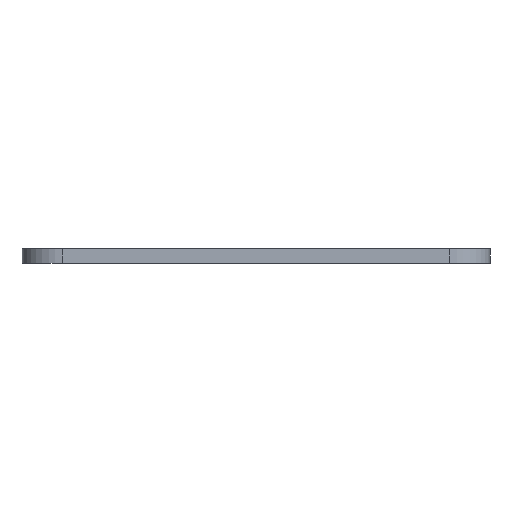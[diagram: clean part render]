
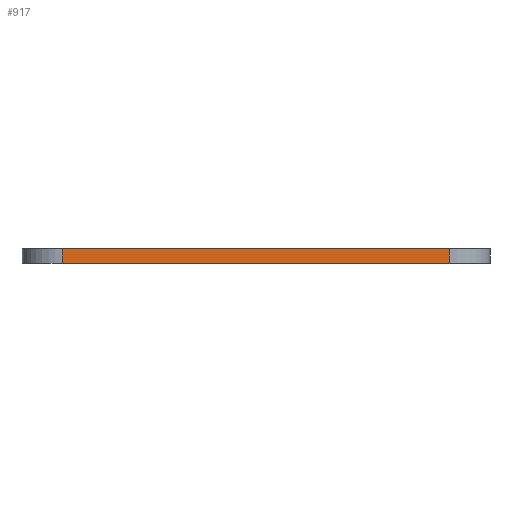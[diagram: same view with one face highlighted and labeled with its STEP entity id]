
A CAD part, front view. The second image highlights one B-rep face of the part: STEP entity #917.
In plain terms, the highlighted planar face has unit normal (0, -1, 0).
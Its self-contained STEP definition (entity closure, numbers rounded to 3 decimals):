
#55 = DIRECTION ( 'NONE',  ( 0., 0., -1. ) ) ;
#95 = CARTESIAN_POINT ( 'NONE',  ( 7., 0., 2.5 ) ) ;
#173 = VERTEX_POINT ( 'NONE', #209 ) ;
#200 = LINE ( 'NONE', #493, #998 ) ;
#202 = DIRECTION ( 'NONE',  ( 0., 0., 1. ) ) ;
#209 = CARTESIAN_POINT ( 'NONE',  ( 74., 0., 2.5 ) ) ;
#463 = ORIENTED_EDGE ( 'NONE', *, *, #1338, .T. ) ;
#475 = LINE ( 'NONE', #894, #1509 ) ;
#479 = FACE_OUTER_BOUND ( 'NONE', #649, .T. ) ;
#493 = CARTESIAN_POINT ( 'NONE',  ( 0., 0., 0. ) ) ;
#518 = CARTESIAN_POINT ( 'NONE',  ( 0., 0., 2.5 ) ) ;
#541 = CARTESIAN_POINT ( 'NONE',  ( 0., 0., 2.5 ) ) ;
#560 = CARTESIAN_POINT ( 'NONE',  ( 7., 0., 2.5 ) ) ;
#595 = VERTEX_POINT ( 'NONE', #1324 ) ;
#649 = EDGE_LOOP ( 'NONE', ( #1116, #463, #823, #1064 ) ) ;
#658 = DIRECTION ( 'NONE',  ( 1., 0., 0. ) ) ;
#798 = VECTOR ( 'NONE', #55, 1000. ) ;
#823 = ORIENTED_EDGE ( 'NONE', *, *, #935, .F. ) ;
#827 = VERTEX_POINT ( 'NONE', #1081 ) ;
#857 = EDGE_CURVE ( 'NONE', #1405, #827, #1313, .T. ) ;
#894 = CARTESIAN_POINT ( 'NONE',  ( 74., 0., 2.5 ) ) ;
#917 = ADVANCED_FACE ( 'NONE', ( #479 ), #1232, .F. ) ;
#935 = EDGE_CURVE ( 'NONE', #1405, #173, #1127, .T. ) ;
#949 = AXIS2_PLACEMENT_3D ( 'NONE', #518, #1349, #1475 ) ;
#998 = VECTOR ( 'NONE', #1552, 1000. ) ;
#1064 = ORIENTED_EDGE ( 'NONE', *, *, #857, .T. ) ;
#1081 = CARTESIAN_POINT ( 'NONE',  ( 7., 0., 0. ) ) ;
#1090 = VECTOR ( 'NONE', #658, 1000. ) ;
#1116 = ORIENTED_EDGE ( 'NONE', *, *, #1544, .T. ) ;
#1127 = LINE ( 'NONE', #541, #1090 ) ;
#1232 = PLANE ( 'NONE',  #949 ) ;
#1313 = LINE ( 'NONE', #560, #798 ) ;
#1324 = CARTESIAN_POINT ( 'NONE',  ( 74., 0., 0. ) ) ;
#1338 = EDGE_CURVE ( 'NONE', #595, #173, #475, .T. ) ;
#1349 = DIRECTION ( 'NONE',  ( 0., 1., 0. ) ) ;
#1405 = VERTEX_POINT ( 'NONE', #95 ) ;
#1475 = DIRECTION ( 'NONE',  ( 0., 0., 1. ) ) ;
#1509 = VECTOR ( 'NONE', #202, 1000. ) ;
#1544 = EDGE_CURVE ( 'NONE', #827, #595, #200, .T. ) ;
#1552 = DIRECTION ( 'NONE',  ( 1., 0., 0. ) ) ;
